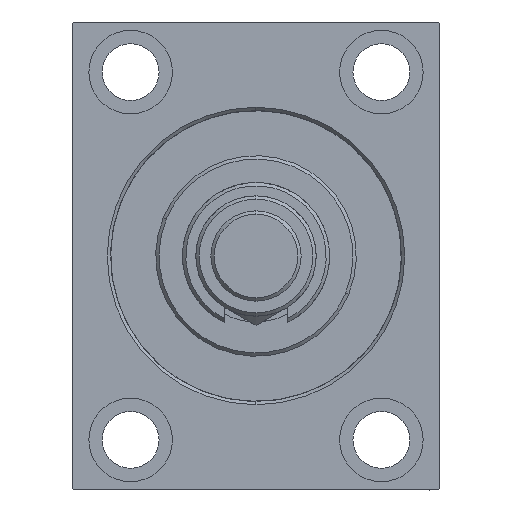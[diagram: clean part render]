
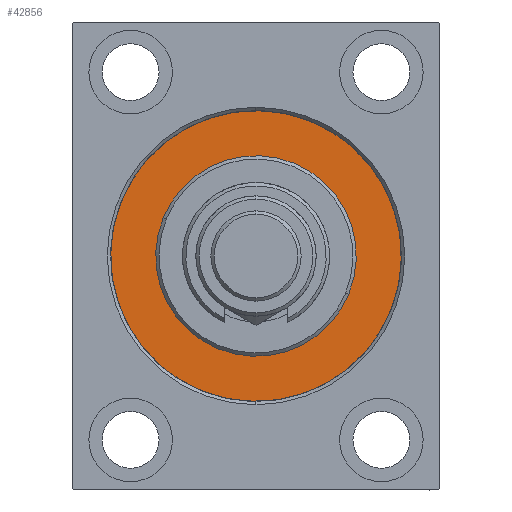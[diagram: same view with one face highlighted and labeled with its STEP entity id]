
A CAD part, left-side view. The second image highlights one B-rep face of the part: STEP entity #42856.
In plain terms, the highlighted face is planar.
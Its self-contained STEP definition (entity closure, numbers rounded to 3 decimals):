
#349 = EDGE_CURVE ( 'NONE', #45634, #28414, #18167, .T. ) ;
#540 = DIRECTION ( 'NONE',  ( 0., 0., 1. ) ) ;
#610 = VERTEX_POINT ( 'NONE', #10729 ) ;
#1071 = EDGE_CURVE ( 'NONE', #3427, #610, #9123, .T. ) ;
#1366 = DIRECTION ( 'NONE',  ( 1., 0., 0. ) ) ;
#1479 = ORIENTED_EDGE ( 'NONE', *, *, #349, .F. ) ;
#2520 = CARTESIAN_POINT ( 'NONE',  ( 0., 0., 43.5 ) ) ;
#3427 = VERTEX_POINT ( 'NONE', #4902 ) ;
#4420 = AXIS2_PLACEMENT_3D ( 'NONE', #34867, #6128, #5181 ) ;
#4902 = CARTESIAN_POINT ( 'NONE',  ( 0., 0., -30. ) ) ;
#5181 = DIRECTION ( 'NONE',  ( 0., 0., 1. ) ) ;
#5318 = CARTESIAN_POINT ( 'NONE',  ( 0., 0., 0. ) ) ;
#6128 = DIRECTION ( 'NONE',  ( -1., 0., 0. ) ) ;
#6197 = EDGE_CURVE ( 'NONE', #610, #3427, #22751, .T. ) ;
#8021 = DIRECTION ( 'NONE',  ( 0., 0., -1. ) ) ;
#9123 = CIRCLE ( 'NONE', #13683, 30. ) ;
#9595 = EDGE_CURVE ( 'NONE', #28414, #45634, #38829, .T. ) ;
#9831 = DIRECTION ( 'NONE',  ( 1., 0., 0. ) ) ;
#10729 = CARTESIAN_POINT ( 'NONE',  ( 0., 0., 30. ) ) ;
#11736 = DIRECTION ( 'NONE',  ( -1., 0., 0. ) ) ;
#11831 = CARTESIAN_POINT ( 'NONE',  ( 0., 0., 0. ) ) ;
#12485 = EDGE_LOOP ( 'NONE', ( #1479, #44177 ) ) ;
#13683 = AXIS2_PLACEMENT_3D ( 'NONE', #11831, #1366, #8021 ) ;
#15114 = ORIENTED_EDGE ( 'NONE', *, *, #6197, .F. ) ;
#17672 = DIRECTION ( 'NONE',  ( -1., 0., 0. ) ) ;
#18167 = CIRCLE ( 'NONE', #44721, 43.5 ) ;
#20038 = CARTESIAN_POINT ( 'NONE',  ( 0., 0., 0. ) ) ;
#20576 = ORIENTED_EDGE ( 'NONE', *, *, #1071, .F. ) ;
#22114 = AXIS2_PLACEMENT_3D ( 'NONE', #5318, #11736, #33564 ) ;
#22751 = CIRCLE ( 'NONE', #31912, 30. ) ;
#23697 = FACE_OUTER_BOUND ( 'NONE', #12485, .T. ) ;
#25660 = EDGE_LOOP ( 'NONE', ( #15114, #20576 ) ) ;
#28414 = VERTEX_POINT ( 'NONE', #2520 ) ;
#31912 = AXIS2_PLACEMENT_3D ( 'NONE', #20038, #9831, #38347 ) ;
#33564 = DIRECTION ( 'NONE',  ( 0., 0., 1. ) ) ;
#34867 = CARTESIAN_POINT ( 'NONE',  ( 0., 0., 0. ) ) ;
#38205 = PLANE ( 'NONE',  #4420 ) ;
#38347 = DIRECTION ( 'NONE',  ( 0., 0., -1. ) ) ;
#38680 = FACE_BOUND ( 'NONE', #25660, .T. ) ;
#38829 = CIRCLE ( 'NONE', #22114, 43.5 ) ;
#39536 = CARTESIAN_POINT ( 'NONE',  ( 0., 0., 0. ) ) ;
#42856 = ADVANCED_FACE ( 'NONE', ( #38680, #23697 ), #38205, .F. ) ;
#44072 = CARTESIAN_POINT ( 'NONE',  ( 0., 0., -43.5 ) ) ;
#44177 = ORIENTED_EDGE ( 'NONE', *, *, #9595, .F. ) ;
#44721 = AXIS2_PLACEMENT_3D ( 'NONE', #39536, #17672, #540 ) ;
#45634 = VERTEX_POINT ( 'NONE', #44072 ) ;
